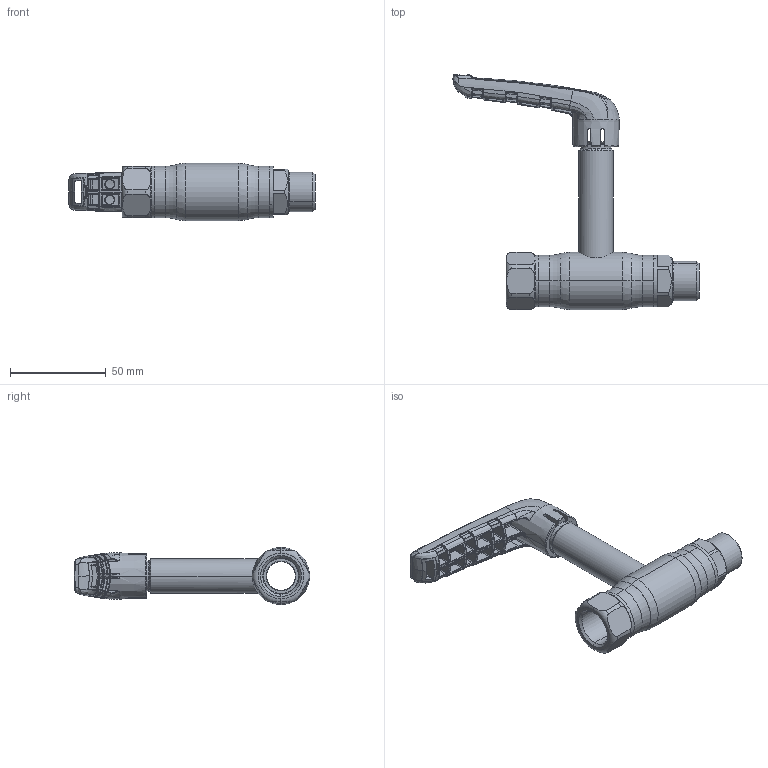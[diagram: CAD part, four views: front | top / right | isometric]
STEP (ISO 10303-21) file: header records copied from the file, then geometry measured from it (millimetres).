
FILE_DESCRIPTION (( 'STEP AP214' ), '1' );
FILE_NAME ('1015002401-xxxx.step', '2019-05-09T10:14:00', ( '' ), ( '' ), 'SwSTEP 2.0', 'SolidWorks 2017', '' );
FILE_SCHEMA (( 'AUTOMOTIVE_DESIGN' ));
Length unit declared in the file: millimetre
Products named in the file (1): 1015002401-xxxx
Bounding box: 128.78 x 123.08 x 30 mm (x, y, z)
Surface area: 24668 mm2 (no closed solid volume)
Topology: 0 solids, 8 shells, 777 faces, 2368 edges, 1482 vertices
Faces by surface type: bspline 617, plane 66, cylinder 36, torus 33, cone 23, sphere 2
Entity records: 66214 total; most frequent: CARTESIAN_POINT 42365, ORIENTED_EDGE 3966, EDGE_CURVE 2336, B_SPLINE_CURVE_WITH_KNOTS 1613, DIRECTION 1577, VERTEX_POINT 1478, EDGE_LOOP 801, UNCERTAINTY_MEASURE_WITH_UNIT 779
